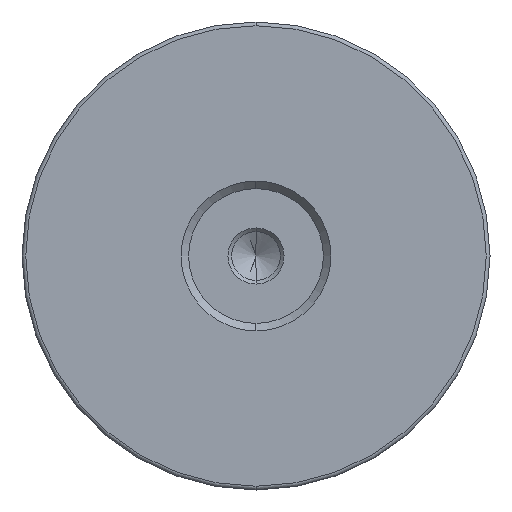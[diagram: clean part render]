
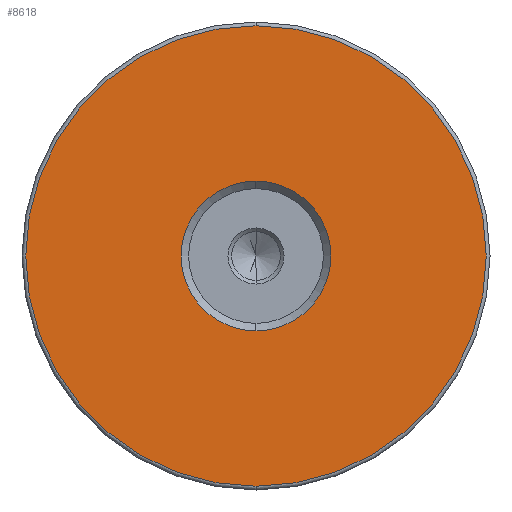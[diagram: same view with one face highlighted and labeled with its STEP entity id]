
A CAD part, front view. The second image highlights one B-rep face of the part: STEP entity #8618.
In plain terms, the highlighted planar face has unit normal (0, -1, 0).
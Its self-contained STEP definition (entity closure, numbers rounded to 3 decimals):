
#7135 = VERTEX_POINT('',#7136);
#7136 = CARTESIAN_POINT('',(0.,-77.5,-5.08));
#7143 = CONICAL_SURFACE('',#7144,4.572,0.785);
#7144 = AXIS2_PLACEMENT_3D('',#7145,#7146,#7147);
#7145 = CARTESIAN_POINT('',(0.,-76.992,0.));
#7146 = DIRECTION('',(0.,-1.,0.));
#7147 = DIRECTION('',(0.,0.,-1.));
#7155 = CONICAL_SURFACE('',#7156,4.572,0.785);
#7156 = AXIS2_PLACEMENT_3D('',#7157,#7158,#7159);
#7157 = CARTESIAN_POINT('',(0.,-76.992,0.));
#7158 = DIRECTION('',(0.,-1.,0.));
#7159 = DIRECTION('',(0.,0.,-1.));
#7167 = EDGE_CURVE('',#7168,#7135,#7170,.T.);
#7168 = VERTEX_POINT('',#7169);
#7169 = CARTESIAN_POINT('',(0.,-77.5,5.08));
#7170 = SURFACE_CURVE('',#7171,(#7176,#7183),.PCURVE_S1.);
#7171 = CIRCLE('',#7172,5.08);
#7172 = AXIS2_PLACEMENT_3D('',#7173,#7174,#7175);
#7173 = CARTESIAN_POINT('',(0.,-77.5,0.));
#7174 = DIRECTION('',(0.,-1.,0.));
#7175 = DIRECTION('',(0.,0.,-1.));
#7176 = PCURVE('',#7143,#7177);
#7177 = DEFINITIONAL_REPRESENTATION('',(#7178),#7182);
#7178 = LINE('',#7179,#7180);
#7179 = CARTESIAN_POINT('',(0.,0.508));
#7180 = VECTOR('',#7181,1.);
#7181 = DIRECTION('',(1.,0.));
#7182 = ( GEOMETRIC_REPRESENTATION_CONTEXT(2) 
PARAMETRIC_REPRESENTATION_CONTEXT() REPRESENTATION_CONTEXT('2D SPACE',''
  ) );
#7183 = PCURVE('',#7184,#7189);
#7184 = PLANE('',#7185);
#7185 = AXIS2_PLACEMENT_3D('',#7186,#7187,#7188);
#7186 = CARTESIAN_POINT('',(0.,-77.5,0.));
#7187 = DIRECTION('',(0.,1.,0.));
#7188 = DIRECTION('',(0.,-0.,1.));
#7189 = DEFINITIONAL_REPRESENTATION('',(#7190),#7198);
#7190 = ( BOUNDED_CURVE() B_SPLINE_CURVE(2,(#7191,#7192,#7193,#7194,
#7195,#7196,#7197),.UNSPECIFIED.,.T.,.F.) B_SPLINE_CURVE_WITH_KNOTS((1,2
    ,2,2,2,1),(-2.094,0.,2.094,4.189,
6.283,8.378),.UNSPECIFIED.) CURVE() 
GEOMETRIC_REPRESENTATION_ITEM() RATIONAL_B_SPLINE_CURVE((1.,0.5,1.,0.5,
1.,0.5,1.)) REPRESENTATION_ITEM('') );
#7191 = CARTESIAN_POINT('',(-5.08,0.));
#7192 = CARTESIAN_POINT('',(-5.08,8.799));
#7193 = CARTESIAN_POINT('',(2.54,4.399));
#7194 = CARTESIAN_POINT('',(10.16,0.));
#7195 = CARTESIAN_POINT('',(2.54,-4.399));
#7196 = CARTESIAN_POINT('',(-5.08,-8.799));
#7197 = CARTESIAN_POINT('',(-5.08,0.));
#7198 = ( GEOMETRIC_REPRESENTATION_CONTEXT(2) 
PARAMETRIC_REPRESENTATION_CONTEXT() REPRESENTATION_CONTEXT('2D SPACE',''
  ) );
#7618 = EDGE_CURVE('',#7619,#7621,#7623,.T.);
#7619 = VERTEX_POINT('',#7620);
#7620 = CARTESIAN_POINT('',(0.,-77.5,-15.621));
#7621 = VERTEX_POINT('',#7622);
#7622 = CARTESIAN_POINT('',(0.,-77.5,15.621));
#7623 = SURFACE_CURVE('',#7624,(#7629,#7641),.PCURVE_S1.);
#7624 = CIRCLE('',#7625,15.621);
#7625 = AXIS2_PLACEMENT_3D('',#7626,#7627,#7628);
#7626 = CARTESIAN_POINT('',(0.,-77.5,0.));
#7627 = DIRECTION('',(0.,-1.,0.));
#7628 = DIRECTION('',(0.,0.,1.));
#7629 = PCURVE('',#7630,#7635);
#7630 = TOROIDAL_SURFACE('',#7631,15.621,0.254);
#7631 = AXIS2_PLACEMENT_3D('',#7632,#7633,#7634);
#7632 = CARTESIAN_POINT('',(0.,-77.246,0.));
#7633 = DIRECTION('',(0.,1.,0.));
#7634 = DIRECTION('',(0.,-0.,1.));
#7635 = DEFINITIONAL_REPRESENTATION('',(#7636),#7640);
#7636 = LINE('',#7637,#7638);
#7637 = CARTESIAN_POINT('',(6.283,4.712));
#7638 = VECTOR('',#7639,1.);
#7639 = DIRECTION('',(-1.,0.));
#7640 = ( GEOMETRIC_REPRESENTATION_CONTEXT(2) 
PARAMETRIC_REPRESENTATION_CONTEXT() REPRESENTATION_CONTEXT('2D SPACE',''
  ) );
#7641 = PCURVE('',#7184,#7642);
#7642 = DEFINITIONAL_REPRESENTATION('',(#7643),#7651);
#7643 = ( BOUNDED_CURVE() B_SPLINE_CURVE(2,(#7644,#7645,#7646,#7647,
#7648,#7649,#7650),.UNSPECIFIED.,.T.,.F.) B_SPLINE_CURVE_WITH_KNOTS((1,2
    ,2,2,2,1),(-2.094,0.,2.094,4.189,
6.283,8.378),.UNSPECIFIED.) CURVE() 
GEOMETRIC_REPRESENTATION_ITEM() RATIONAL_B_SPLINE_CURVE((1.,0.5,1.,0.5,
1.,0.5,1.)) REPRESENTATION_ITEM('') );
#7644 = CARTESIAN_POINT('',(15.621,0.));
#7645 = CARTESIAN_POINT('',(15.621,-27.056));
#7646 = CARTESIAN_POINT('',(-7.811,-13.528));
#7647 = CARTESIAN_POINT('',(-31.242,0.));
#7648 = CARTESIAN_POINT('',(-7.811,13.528));
#7649 = CARTESIAN_POINT('',(15.621,27.056));
#7650 = CARTESIAN_POINT('',(15.621,0.));
#7651 = ( GEOMETRIC_REPRESENTATION_CONTEXT(2) 
PARAMETRIC_REPRESENTATION_CONTEXT() REPRESENTATION_CONTEXT('2D SPACE',''
  ) );
#7670 = TOROIDAL_SURFACE('',#7671,15.621,0.254);
#7671 = AXIS2_PLACEMENT_3D('',#7672,#7673,#7674);
#7672 = CARTESIAN_POINT('',(0.,-77.246,0.));
#7673 = DIRECTION('',(0.,1.,0.));
#7674 = DIRECTION('',(0.,-0.,1.));
#8618 = ADVANCED_FACE('',(#8619,#8648),#7184,.F.);
#8619 = FACE_BOUND('',#8620,.T.);
#8620 = EDGE_LOOP('',(#8621,#8647));
#8621 = ORIENTED_EDGE('',*,*,#8622,.F.);
#8622 = EDGE_CURVE('',#7135,#7168,#8623,.T.);
#8623 = SURFACE_CURVE('',#8624,(#8629,#8640),.PCURVE_S1.);
#8624 = CIRCLE('',#8625,5.08);
#8625 = AXIS2_PLACEMENT_3D('',#8626,#8627,#8628);
#8626 = CARTESIAN_POINT('',(0.,-77.5,0.));
#8627 = DIRECTION('',(0.,-1.,0.));
#8628 = DIRECTION('',(0.,0.,-1.));
#8629 = PCURVE('',#7184,#8630);
#8630 = DEFINITIONAL_REPRESENTATION('',(#8631),#8639);
#8631 = ( BOUNDED_CURVE() B_SPLINE_CURVE(2,(#8632,#8633,#8634,#8635,
#8636,#8637,#8638),.UNSPECIFIED.,.T.,.F.) B_SPLINE_CURVE_WITH_KNOTS((1,2
    ,2,2,2,1),(-2.094,0.,2.094,4.189,
6.283,8.378),.UNSPECIFIED.) CURVE() 
GEOMETRIC_REPRESENTATION_ITEM() RATIONAL_B_SPLINE_CURVE((1.,0.5,1.,0.5,
1.,0.5,1.)) REPRESENTATION_ITEM('') );
#8632 = CARTESIAN_POINT('',(-5.08,0.));
#8633 = CARTESIAN_POINT('',(-5.08,8.799));
#8634 = CARTESIAN_POINT('',(2.54,4.399));
#8635 = CARTESIAN_POINT('',(10.16,0.));
#8636 = CARTESIAN_POINT('',(2.54,-4.399));
#8637 = CARTESIAN_POINT('',(-5.08,-8.799));
#8638 = CARTESIAN_POINT('',(-5.08,0.));
#8639 = ( GEOMETRIC_REPRESENTATION_CONTEXT(2) 
PARAMETRIC_REPRESENTATION_CONTEXT() REPRESENTATION_CONTEXT('2D SPACE',''
  ) );
#8640 = PCURVE('',#7155,#8641);
#8641 = DEFINITIONAL_REPRESENTATION('',(#8642),#8646);
#8642 = LINE('',#8643,#8644);
#8643 = CARTESIAN_POINT('',(0.,0.508));
#8644 = VECTOR('',#8645,1.);
#8645 = DIRECTION('',(1.,0.));
#8646 = ( GEOMETRIC_REPRESENTATION_CONTEXT(2) 
PARAMETRIC_REPRESENTATION_CONTEXT() REPRESENTATION_CONTEXT('2D SPACE',''
  ) );
#8647 = ORIENTED_EDGE('',*,*,#7167,.F.);
#8648 = FACE_BOUND('',#8649,.T.);
#8649 = EDGE_LOOP('',(#8650,#8676));
#8650 = ORIENTED_EDGE('',*,*,#8651,.T.);
#8651 = EDGE_CURVE('',#7621,#7619,#8652,.T.);
#8652 = SURFACE_CURVE('',#8653,(#8658,#8669),.PCURVE_S1.);
#8653 = CIRCLE('',#8654,15.621);
#8654 = AXIS2_PLACEMENT_3D('',#8655,#8656,#8657);
#8655 = CARTESIAN_POINT('',(0.,-77.5,0.));
#8656 = DIRECTION('',(0.,-1.,0.));
#8657 = DIRECTION('',(0.,0.,1.));
#8658 = PCURVE('',#7184,#8659);
#8659 = DEFINITIONAL_REPRESENTATION('',(#8660),#8668);
#8660 = ( BOUNDED_CURVE() B_SPLINE_CURVE(2,(#8661,#8662,#8663,#8664,
#8665,#8666,#8667),.UNSPECIFIED.,.T.,.F.) B_SPLINE_CURVE_WITH_KNOTS((1,2
    ,2,2,2,1),(-2.094,0.,2.094,4.189,
6.283,8.378),.UNSPECIFIED.) CURVE() 
GEOMETRIC_REPRESENTATION_ITEM() RATIONAL_B_SPLINE_CURVE((1.,0.5,1.,0.5,
1.,0.5,1.)) REPRESENTATION_ITEM('') );
#8661 = CARTESIAN_POINT('',(15.621,0.));
#8662 = CARTESIAN_POINT('',(15.621,-27.056));
#8663 = CARTESIAN_POINT('',(-7.811,-13.528));
#8664 = CARTESIAN_POINT('',(-31.242,0.));
#8665 = CARTESIAN_POINT('',(-7.811,13.528));
#8666 = CARTESIAN_POINT('',(15.621,27.056));
#8667 = CARTESIAN_POINT('',(15.621,0.));
#8668 = ( GEOMETRIC_REPRESENTATION_CONTEXT(2) 
PARAMETRIC_REPRESENTATION_CONTEXT() REPRESENTATION_CONTEXT('2D SPACE',''
  ) );
#8669 = PCURVE('',#7670,#8670);
#8670 = DEFINITIONAL_REPRESENTATION('',(#8671),#8675);
#8671 = LINE('',#8672,#8673);
#8672 = CARTESIAN_POINT('',(6.283,4.712));
#8673 = VECTOR('',#8674,1.);
#8674 = DIRECTION('',(-1.,0.));
#8675 = ( GEOMETRIC_REPRESENTATION_CONTEXT(2) 
PARAMETRIC_REPRESENTATION_CONTEXT() REPRESENTATION_CONTEXT('2D SPACE',''
  ) );
#8676 = ORIENTED_EDGE('',*,*,#7618,.T.);
